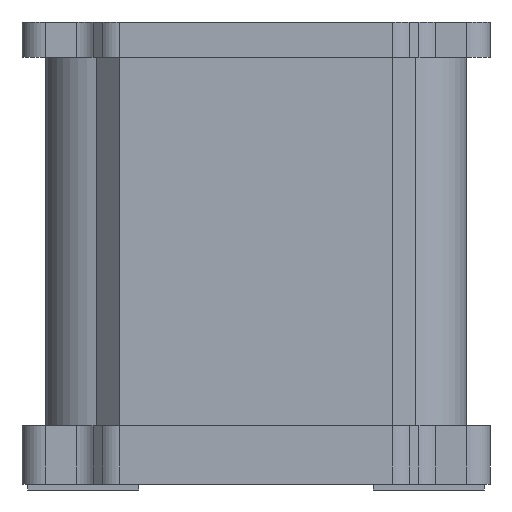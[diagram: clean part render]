
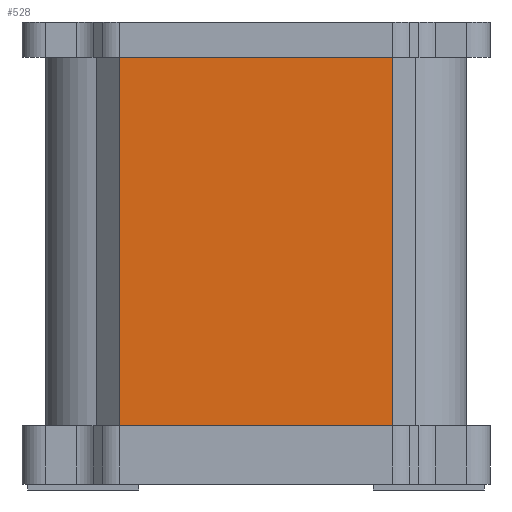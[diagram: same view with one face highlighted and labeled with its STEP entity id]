
A CAD part, left-side view. The second image highlights one B-rep face of the part: STEP entity #528.
In plain terms, the highlighted planar face has unit normal (-1, 0, 0).
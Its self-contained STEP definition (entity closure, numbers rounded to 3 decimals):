
#103 = VERTEX_POINT ( 'NONE', #2469 ) ;
#171 = CARTESIAN_POINT ( 'NONE',  ( -1.8, 1.167, 0.55 ) ) ;
#174 = EDGE_CURVE ( 'NONE', #103, #315, #2201, .T. ) ;
#315 = VERTEX_POINT ( 'NONE', #2428 ) ;
#528 = ADVANCED_FACE ( 'NONE', ( #1077 ), #566, .F. ) ;
#566 = PLANE ( 'NONE',  #1804 ) ;
#595 = DIRECTION ( 'NONE',  ( 0., 1., 0. ) ) ;
#644 = DIRECTION ( 'NONE',  ( 0., -1., 0. ) ) ;
#915 = CARTESIAN_POINT ( 'NONE',  ( -1.8, -1.167, 3.7 ) ) ;
#940 = VECTOR ( 'NONE', #3210, 1000. ) ;
#1064 = DIRECTION ( 'NONE',  ( 0., 0., -1. ) ) ;
#1077 = FACE_OUTER_BOUND ( 'NONE', #2330, .T. ) ;
#1127 = LINE ( 'NONE', #1432, #940 ) ;
#1137 = LINE ( 'NONE', #2403, #1412 ) ;
#1301 = LINE ( 'NONE', #2615, #3250 ) ;
#1412 = VECTOR ( 'NONE', #644, 1000. ) ;
#1432 = CARTESIAN_POINT ( 'NONE',  ( -1.8, 1.167, 0.55 ) ) ;
#1568 = ORIENTED_EDGE ( 'NONE', *, *, #2598, .T. ) ;
#1804 = AXIS2_PLACEMENT_3D ( 'NONE', #3163, #2396, #595 ) ;
#1884 = VERTEX_POINT ( 'NONE', #2239 ) ;
#1967 = DIRECTION ( 'NONE',  ( 0., 0., -1. ) ) ;
#2089 = EDGE_CURVE ( 'NONE', #1884, #103, #1137, .T. ) ;
#2201 = LINE ( 'NONE', #915, #2356 ) ;
#2226 = EDGE_CURVE ( 'NONE', #1884, #2979, #1301, .T. ) ;
#2239 = CARTESIAN_POINT ( 'NONE',  ( -1.8, 1.167, 3.7 ) ) ;
#2330 = EDGE_LOOP ( 'NONE', ( #1568, #3167, #2345, #2889 ) ) ;
#2345 = ORIENTED_EDGE ( 'NONE', *, *, #2089, .F. ) ;
#2356 = VECTOR ( 'NONE', #1967, 1000. ) ;
#2396 = DIRECTION ( 'NONE',  ( 1., 0., 0. ) ) ;
#2403 = CARTESIAN_POINT ( 'NONE',  ( -1.8, 1.167, 3.7 ) ) ;
#2428 = CARTESIAN_POINT ( 'NONE',  ( -1.8, -1.167, 0.55 ) ) ;
#2469 = CARTESIAN_POINT ( 'NONE',  ( -1.8, -1.167, 3.7 ) ) ;
#2598 = EDGE_CURVE ( 'NONE', #2979, #315, #1127, .T. ) ;
#2615 = CARTESIAN_POINT ( 'NONE',  ( -1.8, 1.167, 3.7 ) ) ;
#2889 = ORIENTED_EDGE ( 'NONE', *, *, #2226, .T. ) ;
#2979 = VERTEX_POINT ( 'NONE', #171 ) ;
#3163 = CARTESIAN_POINT ( 'NONE',  ( -1.8, 1.167, 3.7 ) ) ;
#3167 = ORIENTED_EDGE ( 'NONE', *, *, #174, .F. ) ;
#3210 = DIRECTION ( 'NONE',  ( 0., -1., 0. ) ) ;
#3250 = VECTOR ( 'NONE', #1064, 1000. ) ;
